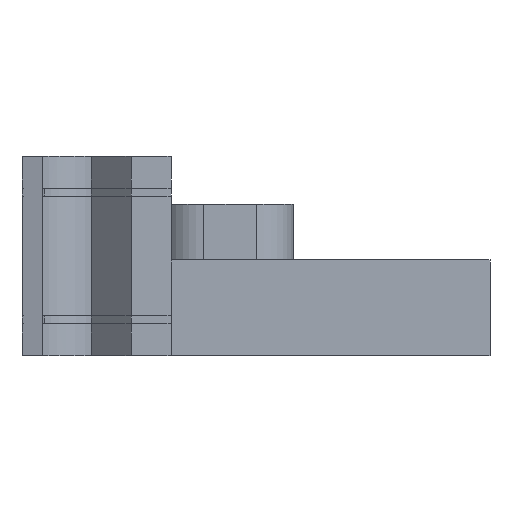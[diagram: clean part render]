
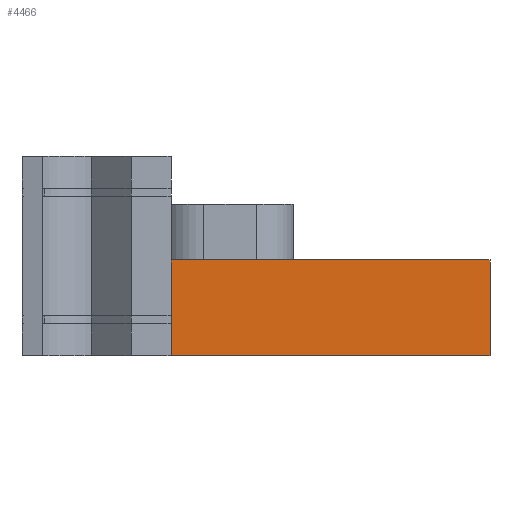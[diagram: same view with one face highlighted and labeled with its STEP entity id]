
A CAD part, front view. The second image highlights one B-rep face of the part: STEP entity #4466.
In plain terms, the highlighted planar face has unit normal (0, -1, 0).
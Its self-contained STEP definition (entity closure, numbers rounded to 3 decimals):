
#3298 = PLANE('',#3299);
#3299 = AXIS2_PLACEMENT_3D('',#3300,#3301,#3302);
#3300 = CARTESIAN_POINT('',(10.,-13.385,0.));
#3301 = DIRECTION('',(1.,0.,0.));
#3302 = DIRECTION('',(0.,-1.,0.));
#3351 = VERTEX_POINT('',#3352);
#3352 = CARTESIAN_POINT('',(10.,-50.,12.));
#3366 = PLANE('',#3367);
#3367 = AXIS2_PLACEMENT_3D('',#3368,#3369,#3370);
#3368 = CARTESIAN_POINT('',(10.,-13.385,12.));
#3369 = DIRECTION('',(0.,0.,-1.));
#3370 = DIRECTION('',(-1.,0.,0.));
#3378 = EDGE_CURVE('',#3379,#3351,#3381,.T.);
#3379 = VERTEX_POINT('',#3380);
#3380 = CARTESIAN_POINT('',(10.,-50.,0.));
#3381 = SURFACE_CURVE('',#3382,(#3386,#3393),.PCURVE_S1.);
#3382 = LINE('',#3383,#3384);
#3383 = CARTESIAN_POINT('',(10.,-50.,0.));
#3384 = VECTOR('',#3385,1.);
#3385 = DIRECTION('',(0.,0.,1.));
#3386 = PCURVE('',#3298,#3387);
#3387 = DEFINITIONAL_REPRESENTATION('',(#3388),#3392);
#3388 = LINE('',#3389,#3390);
#3389 = CARTESIAN_POINT('',(36.615,0.));
#3390 = VECTOR('',#3391,1.);
#3391 = DIRECTION('',(0.,-1.));
#3392 = ( GEOMETRIC_REPRESENTATION_CONTEXT(2) 
PARAMETRIC_REPRESENTATION_CONTEXT() REPRESENTATION_CONTEXT('2D SPACE',''
  ) );
#3393 = PCURVE('',#3394,#3399);
#3394 = PLANE('',#3395);
#3395 = AXIS2_PLACEMENT_3D('',#3396,#3397,#3398);
#3396 = CARTESIAN_POINT('',(10.,-50.,0.));
#3397 = DIRECTION('',(0.,1.,0.));
#3398 = DIRECTION('',(1.,0.,0.));
#3399 = DEFINITIONAL_REPRESENTATION('',(#3400),#3404);
#3400 = LINE('',#3401,#3402);
#3401 = CARTESIAN_POINT('',(0.,0.));
#3402 = VECTOR('',#3403,1.);
#3403 = DIRECTION('',(0.,-1.));
#3404 = ( GEOMETRIC_REPRESENTATION_CONTEXT(2) 
PARAMETRIC_REPRESENTATION_CONTEXT() REPRESENTATION_CONTEXT('2D SPACE',''
  ) );
#3422 = PLANE('',#3423);
#3423 = AXIS2_PLACEMENT_3D('',#3424,#3425,#3426);
#3424 = CARTESIAN_POINT('',(10.,-13.385,0.));
#3425 = DIRECTION('',(0.,0.,-1.));
#3426 = DIRECTION('',(-1.,0.,0.));
#3609 = PLANE('',#3610);
#3610 = AXIS2_PLACEMENT_3D('',#3611,#3612,#3613);
#3611 = CARTESIAN_POINT('',(50.,-50.,0.));
#3612 = DIRECTION('',(-1.,0.,0.));
#3613 = DIRECTION('',(0.,1.,0.));
#4424 = VERTEX_POINT('',#4425);
#4425 = CARTESIAN_POINT('',(50.,-50.,0.));
#4446 = EDGE_CURVE('',#3379,#4424,#4447,.T.);
#4447 = SURFACE_CURVE('',#4448,(#4452,#4459),.PCURVE_S1.);
#4448 = LINE('',#4449,#4450);
#4449 = CARTESIAN_POINT('',(10.,-50.,0.));
#4450 = VECTOR('',#4451,1.);
#4451 = DIRECTION('',(1.,0.,0.));
#4452 = PCURVE('',#3422,#4453);
#4453 = DEFINITIONAL_REPRESENTATION('',(#4454),#4458);
#4454 = LINE('',#4455,#4456);
#4455 = CARTESIAN_POINT('',(0.,-36.615));
#4456 = VECTOR('',#4457,1.);
#4457 = DIRECTION('',(-1.,0.));
#4458 = ( GEOMETRIC_REPRESENTATION_CONTEXT(2) 
PARAMETRIC_REPRESENTATION_CONTEXT() REPRESENTATION_CONTEXT('2D SPACE',''
  ) );
#4459 = PCURVE('',#3394,#4460);
#4460 = DEFINITIONAL_REPRESENTATION('',(#4461),#4465);
#4461 = LINE('',#4462,#4463);
#4462 = CARTESIAN_POINT('',(0.,0.));
#4463 = VECTOR('',#4464,1.);
#4464 = DIRECTION('',(1.,0.));
#4465 = ( GEOMETRIC_REPRESENTATION_CONTEXT(2) 
PARAMETRIC_REPRESENTATION_CONTEXT() REPRESENTATION_CONTEXT('2D SPACE',''
  ) );
#4466 = ADVANCED_FACE('',(#4467),#3394,.F.);
#4467 = FACE_BOUND('',#4468,.F.);
#4468 = EDGE_LOOP('',(#4469,#4470,#4493,#4514));
#4469 = ORIENTED_EDGE('',*,*,#3378,.T.);
#4470 = ORIENTED_EDGE('',*,*,#4471,.T.);
#4471 = EDGE_CURVE('',#3351,#4472,#4474,.T.);
#4472 = VERTEX_POINT('',#4473);
#4473 = CARTESIAN_POINT('',(50.,-50.,12.));
#4474 = SURFACE_CURVE('',#4475,(#4479,#4486),.PCURVE_S1.);
#4475 = LINE('',#4476,#4477);
#4476 = CARTESIAN_POINT('',(10.,-50.,12.));
#4477 = VECTOR('',#4478,1.);
#4478 = DIRECTION('',(1.,0.,0.));
#4479 = PCURVE('',#3394,#4480);
#4480 = DEFINITIONAL_REPRESENTATION('',(#4481),#4485);
#4481 = LINE('',#4482,#4483);
#4482 = CARTESIAN_POINT('',(0.,-12.));
#4483 = VECTOR('',#4484,1.);
#4484 = DIRECTION('',(1.,0.));
#4485 = ( GEOMETRIC_REPRESENTATION_CONTEXT(2) 
PARAMETRIC_REPRESENTATION_CONTEXT() REPRESENTATION_CONTEXT('2D SPACE',''
  ) );
#4486 = PCURVE('',#3366,#4487);
#4487 = DEFINITIONAL_REPRESENTATION('',(#4488),#4492);
#4488 = LINE('',#4489,#4490);
#4489 = CARTESIAN_POINT('',(0.,-36.615));
#4490 = VECTOR('',#4491,1.);
#4491 = DIRECTION('',(-1.,0.));
#4492 = ( GEOMETRIC_REPRESENTATION_CONTEXT(2) 
PARAMETRIC_REPRESENTATION_CONTEXT() REPRESENTATION_CONTEXT('2D SPACE',''
  ) );
#4493 = ORIENTED_EDGE('',*,*,#4494,.F.);
#4494 = EDGE_CURVE('',#4424,#4472,#4495,.T.);
#4495 = SURFACE_CURVE('',#4496,(#4500,#4507),.PCURVE_S1.);
#4496 = LINE('',#4497,#4498);
#4497 = CARTESIAN_POINT('',(50.,-50.,0.));
#4498 = VECTOR('',#4499,1.);
#4499 = DIRECTION('',(0.,0.,1.));
#4500 = PCURVE('',#3394,#4501);
#4501 = DEFINITIONAL_REPRESENTATION('',(#4502),#4506);
#4502 = LINE('',#4503,#4504);
#4503 = CARTESIAN_POINT('',(40.,0.));
#4504 = VECTOR('',#4505,1.);
#4505 = DIRECTION('',(0.,-1.));
#4506 = ( GEOMETRIC_REPRESENTATION_CONTEXT(2) 
PARAMETRIC_REPRESENTATION_CONTEXT() REPRESENTATION_CONTEXT('2D SPACE',''
  ) );
#4507 = PCURVE('',#3609,#4508);
#4508 = DEFINITIONAL_REPRESENTATION('',(#4509),#4513);
#4509 = LINE('',#4510,#4511);
#4510 = CARTESIAN_POINT('',(0.,0.));
#4511 = VECTOR('',#4512,1.);
#4512 = DIRECTION('',(0.,-1.));
#4513 = ( GEOMETRIC_REPRESENTATION_CONTEXT(2) 
PARAMETRIC_REPRESENTATION_CONTEXT() REPRESENTATION_CONTEXT('2D SPACE',''
  ) );
#4514 = ORIENTED_EDGE('',*,*,#4446,.F.);
